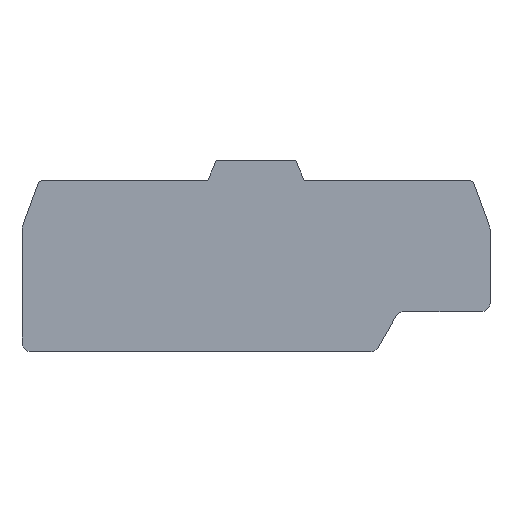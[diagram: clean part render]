
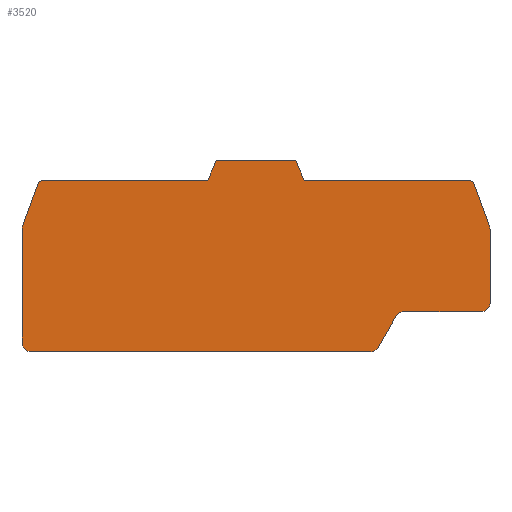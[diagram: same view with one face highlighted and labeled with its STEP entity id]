
A CAD part, top view. The second image highlights one B-rep face of the part: STEP entity #3520.
In plain terms, the highlighted planar face has unit normal (0, 0, 1).
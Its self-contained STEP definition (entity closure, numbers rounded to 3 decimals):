
#1770=CARTESIAN_POINT('',(0.,0.,1.5));
#1780=DIRECTION('',(0.,0.,1.));
#1790=DIRECTION('',(1.,0.,0.));
#1800=AXIS2_PLACEMENT_3D('',#1770,#1780,#1790);
#1810=PLANE('',#1800);
#1820=CARTESIAN_POINT('',(-21.184,0.,1.5));
#1830=DIRECTION('',(-0.391,-0.921,0.));
#1840=VECTOR('',#1830,1.);
#1850=LINE('',#1820,#1840);
#1860=CARTESIAN_POINT('',(-6.964,33.5,1.5));
#1870=VERTEX_POINT('',#1860);
#1880=CARTESIAN_POINT('',(-8.45,30.,1.5));
#1890=VERTEX_POINT('',#1880);
#1900=EDGE_CURVE('',#1870,#1890,#1850,.T.);
#1910=ORIENTED_EDGE('',*,*,#1900,.T.);
#1920=CARTESIAN_POINT('',(0.,33.5,1.5));
#1930=DIRECTION('',(-1.,0.,0.));
#1940=VECTOR('',#1930,1.);
#1950=LINE('',#1920,#1940);
#1960=CARTESIAN_POINT('',(6.964,33.5,1.5));
#1970=VERTEX_POINT('',#1960);
#1980=EDGE_CURVE('',#1970,#1870,#1950,.T.);
#1990=ORIENTED_EDGE('',*,*,#1980,.T.);
#2000=CARTESIAN_POINT('',(21.184,0.,1.5));
#2010=DIRECTION('',(-0.391,0.921,0.));
#2020=VECTOR('',#2010,1.);
#2030=LINE('',#2000,#2020);
#2040=CARTESIAN_POINT('',(8.45,30.,1.5));
#2050=VERTEX_POINT('',#2040);
#2060=EDGE_CURVE('',#2050,#1970,#2030,.T.);
#2070=ORIENTED_EDGE('',*,*,#2060,.T.);
#2080=CARTESIAN_POINT('',(0.,30.,1.5));
#2090=DIRECTION('',(-1.,0.,0.));
#2100=VECTOR('',#2090,1.);
#2110=LINE('',#2080,#2100);
#2120=CARTESIAN_POINT('',(37.3,30.,1.5));
#2130=VERTEX_POINT('',#2120);
#2140=EDGE_CURVE('',#2130,#2050,#2110,.T.);
#2150=ORIENTED_EDGE('',*,*,#2140,.T.);
#2160=CARTESIAN_POINT('',(37.3,29.,1.5));
#2170=DIRECTION('',(0.,0.,1.));
#2180=DIRECTION('',(0.,-1.,0.));
#2190=AXIS2_PLACEMENT_3D('',#2160,#2170,#2180);
#2200=CIRCLE('',#2190,1.);
#2210=CARTESIAN_POINT('',(38.239,29.342,1.5));
#2220=VERTEX_POINT('',#2210);
#2230=EDGE_CURVE('',#2220,#2130,#2200,.T.);
#2240=ORIENTED_EDGE('',*,*,#2230,.T.);
#2250=CARTESIAN_POINT('',(48.919,0.,1.5));
#2260=DIRECTION('',(-0.342,0.94,0.));
#2270=VECTOR('',#2260,1.);
#2280=LINE('',#2250,#2270);
#2290=CARTESIAN_POINT('',(40.879,22.089,1.5));
#2300=VERTEX_POINT('',#2290);
#2310=EDGE_CURVE('',#2300,#2220,#2280,.T.);
#2320=ORIENTED_EDGE('',*,*,#2310,.T.);
#2330=CARTESIAN_POINT('',(39.,21.405,1.5));
#2340=DIRECTION('',(0.,0.,1.));
#2350=DIRECTION('',(0.,-1.,0.));
#2360=AXIS2_PLACEMENT_3D('',#2330,#2340,#2350);
#2370=CIRCLE('',#2360,2.);
#2380=CARTESIAN_POINT('',(41.,21.405,1.5));
#2390=VERTEX_POINT('',#2380);
#2400=EDGE_CURVE('',#2390,#2300,#2370,.T.);
#2410=ORIENTED_EDGE('',*,*,#2400,.T.);
#2420=CARTESIAN_POINT('',(41.,0.,1.5));
#2430=DIRECTION('',(0.,1.,0.));
#2440=VECTOR('',#2430,1.);
#2450=LINE('',#2420,#2440);
#2460=CARTESIAN_POINT('',(41.,8.5,1.5));
#2470=VERTEX_POINT('',#2460);
#2480=EDGE_CURVE('',#2470,#2390,#2450,.T.);
#2490=ORIENTED_EDGE('',*,*,#2480,.T.);
#2500=CARTESIAN_POINT('',(39.5,8.5,1.5));
#2510=DIRECTION('',(0.,0.,1.));
#2520=DIRECTION('',(0.,-1.,0.));
#2530=AXIS2_PLACEMENT_3D('',#2500,#2510,#2520);
#2540=CIRCLE('',#2530,1.5);
#2550=CARTESIAN_POINT('',(39.5,7.,1.5));
#2560=VERTEX_POINT('',#2550);
#2570=EDGE_CURVE('',#2560,#2470,#2540,.T.);
#2580=ORIENTED_EDGE('',*,*,#2570,.T.);
#2590=CARTESIAN_POINT('',(0.,7.,1.5));
#2600=DIRECTION('',(1.,0.,0.));
#2610=VECTOR('',#2600,1.);
#2620=LINE('',#2590,#2610);
#2630=CARTESIAN_POINT('',(25.866,7.,1.5));
#2640=VERTEX_POINT('',#2630);
#2650=EDGE_CURVE('',#2640,#2560,#2620,.T.);
#2660=ORIENTED_EDGE('',*,*,#2650,.T.);
#2670=CARTESIAN_POINT('',(25.866,5.5,1.5));
#2680=DIRECTION('',(0.,0.,1.));
#2690=DIRECTION('',(0.,-1.,0.));
#2700=AXIS2_PLACEMENT_3D('',#2670,#2680,#2690);
#2710=CIRCLE('',#2700,1.5);
#2720=CARTESIAN_POINT('',(24.567,6.25,1.5));
#2730=VERTEX_POINT('',#2720);
#2740=EDGE_CURVE('',#2640,#2730,#2710,.T.);
#2750=ORIENTED_EDGE('',*,*,#2740,.F.);
#2760=CARTESIAN_POINT('',(20.959,0.,1.5));
#2770=DIRECTION('',(0.5,0.866,0.));
#2780=VECTOR('',#2770,1.);
#2790=LINE('',#2760,#2780);
#2800=CARTESIAN_POINT('',(21.392,0.75,1.5));
#2810=VERTEX_POINT('',#2800);
#2820=EDGE_CURVE('',#2810,#2730,#2790,.T.);
#2830=ORIENTED_EDGE('',*,*,#2820,.T.);
#2840=CARTESIAN_POINT('',(20.093,1.5,1.5));
#2850=DIRECTION('',(0.,0.,1.));
#2860=DIRECTION('',(0.,-1.,0.));
#2870=AXIS2_PLACEMENT_3D('',#2840,#2850,#2860);
#2880=CIRCLE('',#2870,1.5);
#2890=CARTESIAN_POINT('',(20.093,0.,1.5));
#2900=VERTEX_POINT('',#2890);
#2910=EDGE_CURVE('',#2900,#2810,#2880,.T.);
#2920=ORIENTED_EDGE('',*,*,#2910,.T.);
#2930=CARTESIAN_POINT('',(0.,0.,1.5));
#2940=DIRECTION('',(1.,0.,0.));
#2950=VECTOR('',#2940,1.);
#2960=LINE('',#2930,#2950);
#2970=CARTESIAN_POINT('',(-39.5,0.,1.5));
#2980=VERTEX_POINT('',#2970);
#2990=EDGE_CURVE('',#2980,#2900,#2960,.T.);
#3000=ORIENTED_EDGE('',*,*,#2990,.T.);
#3010=CARTESIAN_POINT('',(-39.5,1.5,1.5));
#3020=DIRECTION('',(0.,0.,1.));
#3030=DIRECTION('',(0.,-1.,0.));
#3040=AXIS2_PLACEMENT_3D('',#3010,#3020,#3030);
#3050=CIRCLE('',#3040,1.5);
#3060=CARTESIAN_POINT('',(-41.,1.5,1.5));
#3070=VERTEX_POINT('',#3060);
#3080=EDGE_CURVE('',#3070,#2980,#3050,.T.);
#3090=ORIENTED_EDGE('',*,*,#3080,.T.);
#3100=CARTESIAN_POINT('',(-41.,0.,1.5));
#3110=DIRECTION('',(0.,-1.,0.));
#3120=VECTOR('',#3110,1.);
#3130=LINE('',#3100,#3120);
#3140=CARTESIAN_POINT('',(-41.,21.405,1.5));
#3150=VERTEX_POINT('',#3140);
#3160=EDGE_CURVE('',#3150,#3070,#3130,.T.);
#3170=ORIENTED_EDGE('',*,*,#3160,.T.);
#3180=CARTESIAN_POINT('',(-39.,21.405,1.5));
#3190=DIRECTION('',(0.,0.,1.));
#3200=DIRECTION('',(0.,-1.,0.));
#3210=AXIS2_PLACEMENT_3D('',#3180,#3190,#3200);
#3220=CIRCLE('',#3210,2.);
#3230=CARTESIAN_POINT('',(-40.879,22.089,1.5));
#3240=VERTEX_POINT('',#3230);
#3250=EDGE_CURVE('',#3240,#3150,#3220,.T.);
#3260=ORIENTED_EDGE('',*,*,#3250,.T.);
#3270=CARTESIAN_POINT('',(-48.919,0.,1.5));
#3280=DIRECTION('',(-0.342,-0.94,0.));
#3290=VECTOR('',#3280,1.);
#3300=LINE('',#3270,#3290);
#3310=CARTESIAN_POINT('',(-38.239,29.342,1.5));
#3320=VERTEX_POINT('',#3310);
#3330=EDGE_CURVE('',#3320,#3240,#3300,.T.);
#3340=ORIENTED_EDGE('',*,*,#3330,.T.);
#3350=CARTESIAN_POINT('',(-37.3,29.,1.5));
#3360=DIRECTION('',(0.,0.,1.));
#3370=DIRECTION('',(0.,-1.,0.));
#3380=AXIS2_PLACEMENT_3D('',#3350,#3360,#3370);
#3390=CIRCLE('',#3380,1.);
#3400=CARTESIAN_POINT('',(-37.3,30.,1.5));
#3410=VERTEX_POINT('',#3400);
#3420=EDGE_CURVE('',#3410,#3320,#3390,.T.);
#3430=ORIENTED_EDGE('',*,*,#3420,.T.);
#3440=CARTESIAN_POINT('',(0.,30.,1.5));
#3450=DIRECTION('',(-1.,0.,0.));
#3460=VECTOR('',#3450,1.);
#3470=LINE('',#3440,#3460);
#3480=EDGE_CURVE('',#1890,#3410,#3470,.T.);
#3490=ORIENTED_EDGE('',*,*,#3480,.T.);
#3500=EDGE_LOOP('',(#3490,#3430,#3340,#3260,#3170,#3090,#3000,#2920,
#2830,#2750,#2660,#2580,#2490,#2410,#2320,#2240,#2150,#2070,#1990,#1910)
);
#3510=FACE_OUTER_BOUND('',#3500,.T.);
#3520=ADVANCED_FACE('',(#3510),#1810,.T.);
